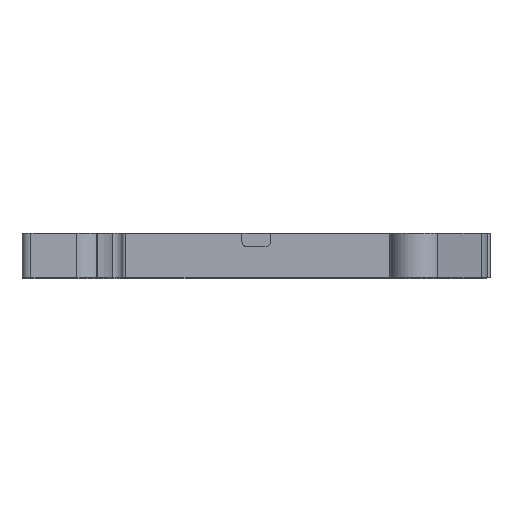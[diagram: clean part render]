
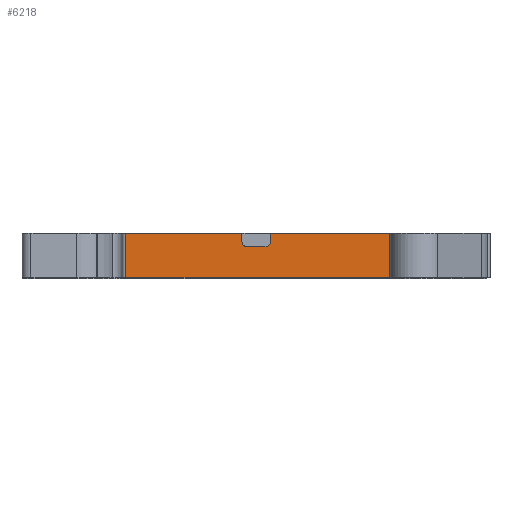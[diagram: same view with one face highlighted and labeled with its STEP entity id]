
A CAD part, front view. The second image highlights one B-rep face of the part: STEP entity #6218.
In plain terms, the highlighted planar face has unit normal (0, -1, 0).
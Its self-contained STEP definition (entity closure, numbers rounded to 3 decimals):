
#14 = AXIS2_PLACEMENT_3D ( 'NONE', #7166, #2686, #7725 ) ;
#292 = CIRCLE ( 'NONE', #2492, 0.5 ) ;
#351 = DIRECTION ( 'NONE',  ( 1., 0., 0. ) ) ;
#965 = VERTEX_POINT ( 'NONE', #12301 ) ;
#1284 = DIRECTION ( 'NONE',  ( 0., 0., -1. ) ) ;
#1374 = ORIENTED_EDGE ( 'NONE', *, *, #3263, .F. ) ;
#1557 = LINE ( 'NONE', #4748, #1715 ) ;
#1715 = VECTOR ( 'NONE', #12603, 1000. ) ;
#1722 = LINE ( 'NONE', #3225, #5057 ) ;
#1940 = CARTESIAN_POINT ( 'NONE',  ( -1.272, 0., 3.65 ) ) ;
#1942 = LINE ( 'NONE', #3149, #16826 ) ;
#2156 = EDGE_CURVE ( 'NONE', #9931, #19195, #1557, .T. ) ;
#2342 = CARTESIAN_POINT ( 'NONE',  ( 15.352, 0., 5.15 ) ) ;
#2414 = CARTESIAN_POINT ( 'NONE',  ( -14.794, 0., 5.15 ) ) ;
#2492 = AXIS2_PLACEMENT_3D ( 'NONE', #5201, #8478, #19076 ) ;
#2686 = DIRECTION ( 'NONE',  ( 0., 1., 0. ) ) ;
#2739 = LINE ( 'NONE', #4222, #15784 ) ;
#2773 = LINE ( 'NONE', #8842, #18483 ) ;
#3149 = CARTESIAN_POINT ( 'NONE',  ( -1.772, 0., 4.15 ) ) ;
#3225 = CARTESIAN_POINT ( 'NONE',  ( -15.352, 0., 5.15 ) ) ;
#3247 = CARTESIAN_POINT ( 'NONE',  ( -1.772, 0., 4.15 ) ) ;
#3263 = EDGE_CURVE ( 'NONE', #3471, #9931, #2773, .T. ) ;
#3417 = VECTOR ( 'NONE', #3511, 1000. ) ;
#3471 = VERTEX_POINT ( 'NONE', #2342 ) ;
#3511 = DIRECTION ( 'NONE',  ( 0., 0., 1. ) ) ;
#3756 = EDGE_CURVE ( 'NONE', #3843, #10639, #1722, .T. ) ;
#3843 = VERTEX_POINT ( 'NONE', #2414 ) ;
#4222 = CARTESIAN_POINT ( 'NONE',  ( -1.272, 0., 3.65 ) ) ;
#4748 = CARTESIAN_POINT ( 'NONE',  ( -15.352, 0., 0.15 ) ) ;
#4808 = EDGE_CURVE ( 'NONE', #19195, #3843, #17178, .T. ) ;
#5057 = VECTOR ( 'NONE', #351, 1000. ) ;
#5201 = CARTESIAN_POINT ( 'NONE',  ( 0.928, 0., 4.15 ) ) ;
#5639 = CARTESIAN_POINT ( 'NONE',  ( 1.428, 0., 4.15 ) ) ;
#5847 = CIRCLE ( 'NONE', #10609, 0.5 ) ;
#6218 = ADVANCED_FACE ( 'NONE', ( #10240 ), #16335, .F. ) ;
#6403 = ORIENTED_EDGE ( 'NONE', *, *, #14461, .F. ) ;
#7166 = CARTESIAN_POINT ( 'NONE',  ( -15.352, 0., 5.15 ) ) ;
#7434 = VERTEX_POINT ( 'NONE', #3247 ) ;
#7591 = CARTESIAN_POINT ( 'NONE',  ( -15.352, 0., 5.15 ) ) ;
#7683 = ORIENTED_EDGE ( 'NONE', *, *, #4808, .F. ) ;
#7725 = DIRECTION ( 'NONE',  ( 1., 0., 0. ) ) ;
#7820 = VECTOR ( 'NONE', #11785, 1000. ) ;
#8309 = CARTESIAN_POINT ( 'NONE',  ( -1.272, 0., 4.15 ) ) ;
#8478 = DIRECTION ( 'NONE',  ( 0., -1., 0. ) ) ;
#8548 = ORIENTED_EDGE ( 'NONE', *, *, #10092, .F. ) ;
#8842 = CARTESIAN_POINT ( 'NONE',  ( 15.352, 0., 5.15 ) ) ;
#9219 = DIRECTION ( 'NONE',  ( 0., 0., -1. ) ) ;
#9885 = EDGE_LOOP ( 'NONE', ( #14975, #7683, #13775, #1374, #10236, #6403, #15705, #18917, #10808, #8548 ) ) ;
#9919 = EDGE_CURVE ( 'NONE', #965, #13758, #292, .T. ) ;
#9931 = VERTEX_POINT ( 'NONE', #12873 ) ;
#9943 = CARTESIAN_POINT ( 'NONE',  ( 1.428, 0., 4.15 ) ) ;
#10092 = EDGE_CURVE ( 'NONE', #10639, #7434, #1942, .T. ) ;
#10236 = ORIENTED_EDGE ( 'NONE', *, *, #18285, .F. ) ;
#10240 = FACE_OUTER_BOUND ( 'NONE', #9885, .T. ) ;
#10291 = DIRECTION ( 'NONE',  ( 1., 0., 0. ) ) ;
#10609 = AXIS2_PLACEMENT_3D ( 'NONE', #8309, #18801, #18704 ) ;
#10639 = VERTEX_POINT ( 'NONE', #14624 ) ;
#10808 = ORIENTED_EDGE ( 'NONE', *, *, #12137, .F. ) ;
#11785 = DIRECTION ( 'NONE',  ( 1., 0., 0. ) ) ;
#12077 = LINE ( 'NONE', #7591, #7820 ) ;
#12137 = EDGE_CURVE ( 'NONE', #7434, #12802, #5847, .T. ) ;
#12228 = VERTEX_POINT ( 'NONE', #17690 ) ;
#12301 = CARTESIAN_POINT ( 'NONE',  ( 0.928, 0., 3.65 ) ) ;
#12603 = DIRECTION ( 'NONE',  ( -1., 0., 0. ) ) ;
#12802 = VERTEX_POINT ( 'NONE', #1940 ) ;
#12873 = CARTESIAN_POINT ( 'NONE',  ( 15.352, 0., 0.15 ) ) ;
#13261 = VECTOR ( 'NONE', #17713, 1000. ) ;
#13758 = VERTEX_POINT ( 'NONE', #9943 ) ;
#13775 = ORIENTED_EDGE ( 'NONE', *, *, #2156, .F. ) ;
#14283 = CARTESIAN_POINT ( 'NONE',  ( -14.794, 0., -12.366 ) ) ;
#14461 = EDGE_CURVE ( 'NONE', #13758, #12228, #19313, .T. ) ;
#14624 = CARTESIAN_POINT ( 'NONE',  ( -1.772, 0., 5.15 ) ) ;
#14975 = ORIENTED_EDGE ( 'NONE', *, *, #3756, .F. ) ;
#15705 = ORIENTED_EDGE ( 'NONE', *, *, #9919, .F. ) ;
#15784 = VECTOR ( 'NONE', #10291, 1000. ) ;
#16335 = PLANE ( 'NONE',  #14 ) ;
#16646 = EDGE_CURVE ( 'NONE', #12802, #965, #2739, .T. ) ;
#16826 = VECTOR ( 'NONE', #9219, 1000. ) ;
#17178 = LINE ( 'NONE', #14283, #3417 ) ;
#17690 = CARTESIAN_POINT ( 'NONE',  ( 1.428, 0., 5.15 ) ) ;
#17713 = DIRECTION ( 'NONE',  ( 0., 0., 1. ) ) ;
#18285 = EDGE_CURVE ( 'NONE', #12228, #3471, #12077, .T. ) ;
#18483 = VECTOR ( 'NONE', #1284, 1000. ) ;
#18704 = DIRECTION ( 'NONE',  ( -1., 0., 0. ) ) ;
#18792 = CARTESIAN_POINT ( 'NONE',  ( -14.794, 0., 0.15 ) ) ;
#18801 = DIRECTION ( 'NONE',  ( 0., -1., 0. ) ) ;
#18917 = ORIENTED_EDGE ( 'NONE', *, *, #16646, .F. ) ;
#19076 = DIRECTION ( 'NONE',  ( 0., 0., -1. ) ) ;
#19195 = VERTEX_POINT ( 'NONE', #18792 ) ;
#19313 = LINE ( 'NONE', #5639, #13261 ) ;
